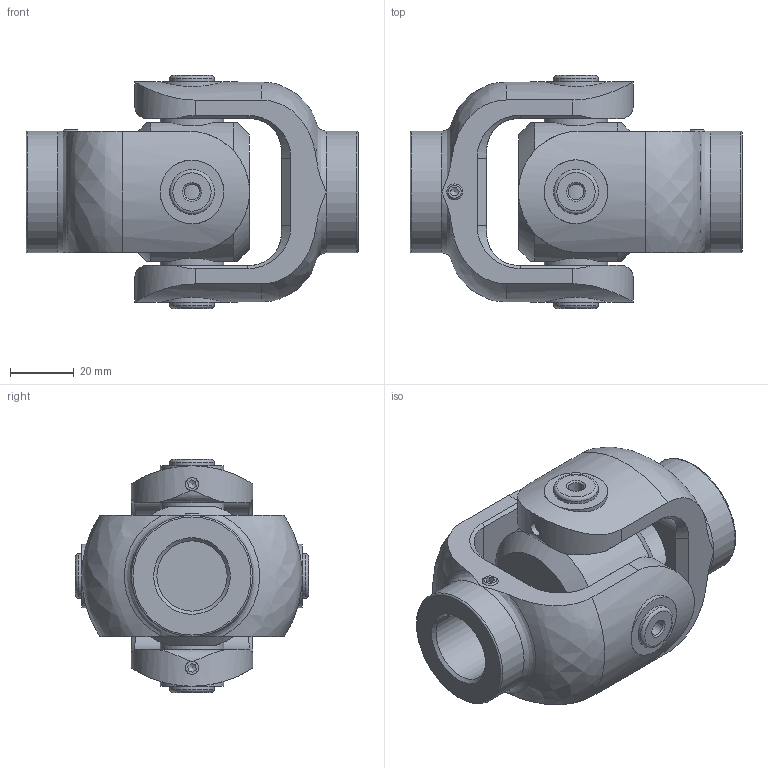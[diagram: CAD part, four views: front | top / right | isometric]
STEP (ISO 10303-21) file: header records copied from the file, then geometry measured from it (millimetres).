
FILE_DESCRIPTION(/* description */ (''),/* implementation_level */ '2;1');
FILE_NAME(/* name */ 'C005.stp',/* time_stamp */ '2016-11-25T12:06:45+01:00',/* author */ ('gianni'),/* organization */ (''),/* preprocessor_version */ 'ST-DEVELOPER v16.5',/* originating_system */ 'Autodesk Inventor 2017',/* authorisation */ '');
FILE_SCHEMA (('AUTOMOTIVE_DESIGN { 1 0 10303 214 3 1 1 }'));
Length unit declared in the file: millimetre
Products named in the file (1): C005
Bounding box: 104 x 73 x 73 mm (x, y, z)
Volume: 177724 mm3; surface area: 38721.3 mm2
Topology: 1 solids, 1 shells, 182 faces, 476 edges, 310 vertices
Faces by surface type: plane 84, cylinder 54, cone 30, torus 10, bspline 4
Full cylindrical faces by diameter (mm): 4.134 x4, 4.917 x4, 5 x2, 14 x4, 20 x4, 22 x2, 38 x2
Entity records: 5888 total; most frequent: CARTESIAN_POINT 1965, ORIENTED_EDGE 792, DIRECTION 754, EDGE_CURVE 396, AXIS2_PLACEMENT_3D 299, VERTEX_POINT 280, EDGE_LOOP 254, FACE_OUTER_BOUND 182
